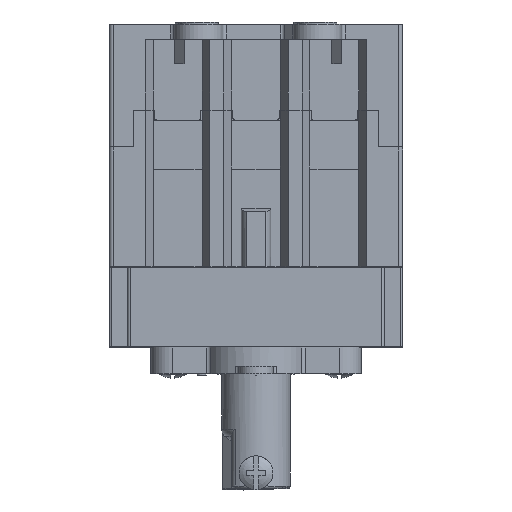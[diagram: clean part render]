
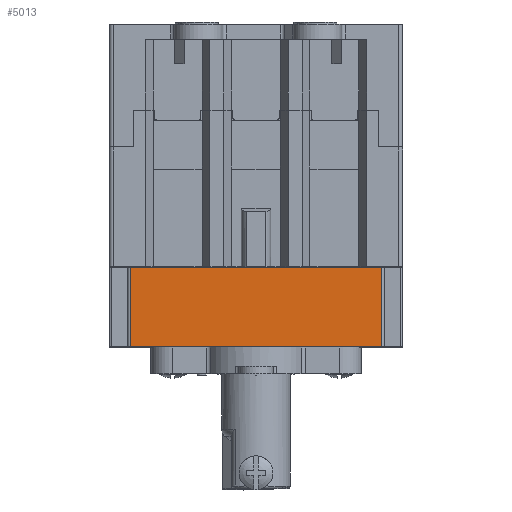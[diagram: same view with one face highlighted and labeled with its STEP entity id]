
A CAD part, top view. The second image highlights one B-rep face of the part: STEP entity #5013.
In plain terms, the highlighted planar face has unit normal (0, 0, 1).
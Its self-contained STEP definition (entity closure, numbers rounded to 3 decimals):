
#830=DIRECTION('',(0.,1.,0.));
#831=VECTOR('',#830,16.3);
#832=CARTESIAN_POINT('',(25.7,0.,20.));
#833=LINE('',#832,#831);
#838=DIRECTION('',(-1.,0.,0.));
#839=VECTOR('',#838,51.4);
#840=CARTESIAN_POINT('',(25.7,0.,20.));
#841=LINE('',#840,#839);
#842=DIRECTION('',(0.,-1.,0.));
#843=VECTOR('',#842,16.3);
#844=CARTESIAN_POINT('',(-25.7,16.3,20.));
#845=LINE('',#844,#843);
#2237=DIRECTION('',(-1.,0.,0.));
#2238=VECTOR('',#2237,51.4);
#2239=CARTESIAN_POINT('',(25.7,16.3,20.));
#2240=LINE('',#2239,#2238);
#3073=CARTESIAN_POINT('',(-25.7,0.,20.));
#3074=VERTEX_POINT('',#3073);
#3075=CARTESIAN_POINT('',(25.7,0.,20.));
#3076=VERTEX_POINT('',#3075);
#3445=CARTESIAN_POINT('',(25.7,16.3,20.));
#3446=VERTEX_POINT('',#3445);
#3447=CARTESIAN_POINT('',(-25.7,16.3,20.));
#3448=VERTEX_POINT('',#3447);
#5000=CARTESIAN_POINT('',(-30.,0.,20.));
#5001=DIRECTION('',(0.,0.,1.));
#5002=DIRECTION('',(1.,0.,0.));
#5003=AXIS2_PLACEMENT_3D('',#5000,#5001,#5002);
#5004=PLANE('',#5003);
#5005=ORIENTED_EDGE('',*,*,#4991,.F.);
#5006=ORIENTED_EDGE('',*,*,#3988,.T.);
#5008=ORIENTED_EDGE('',*,*,#5007,.F.);
#5010=ORIENTED_EDGE('',*,*,#5009,.F.);
#5011=EDGE_LOOP('',(#5005,#5006,#5008,#5010));
#5012=FACE_OUTER_BOUND('',#5011,.F.);
#5013=ADVANCED_FACE('',(#5012),#5004,.T.);
#3988=EDGE_CURVE('',#3076,#3074,#841,.T.);
#4991=EDGE_CURVE('',#3076,#3446,#833,.T.);
#5007=EDGE_CURVE('',#3448,#3074,#845,.T.);
#5009=EDGE_CURVE('',#3446,#3448,#2240,.T.);
